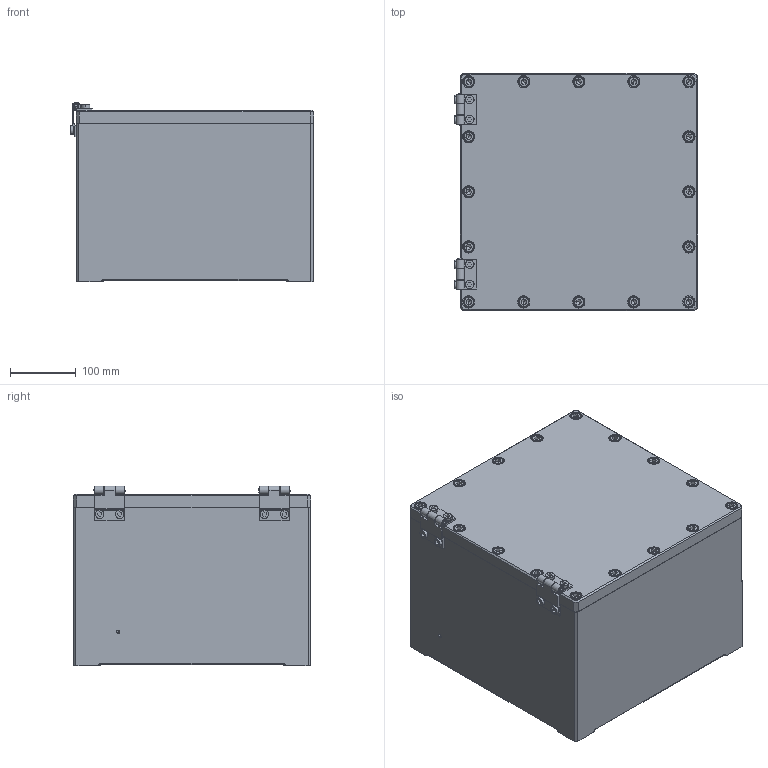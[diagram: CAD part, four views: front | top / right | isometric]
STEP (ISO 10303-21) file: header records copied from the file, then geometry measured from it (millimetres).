
FILE_DESCRIPTION (( 'STEP AP203' ), '1' );
FILE_NAME ('8264-_224-3_10.STEP', '2013-10-22T08:17:47', ( 'Admin' ), ( 'R. STAHL AG' ), 'SwSTEP 2.0', 'SolidWorks 2013', '' );
FILE_SCHEMA (( 'CONFIG_CONTROL_DESIGN' ));
Length unit declared in the file: millimetre
Products named in the file (11): 506_548_0; 502_077_0; 500_663_0_M 8 x 16; 82_640_01_26_0_Teil_1; 82_640_01_26_0_Teil_2; 82_640_01_26_0_Teil_3; 82_649_03_04_6_82_649_42_04_3; 502_606_0_Vereinfacht M10 x 30; 82_649_61_05_3_82_649_92_05_3 unverlierbare Schraube ; 8264-_224-3_10; 82_649_01_55_0_NEC
Assembly tree (41 placements, depth 2):
  8264-_224-3_10
    82_649_03_04_6_82_649_42_04_3
    82_649_61_05_3_82_649_92_05_3 unverlierbare Schraube 
    82_649_01_55_0_NEC
    506_548_0  x4
    502_077_0  x4
    500_663_0_M 8 x 16  x8
    82_640_01_26_0_Teil_1  x2
    82_640_01_26_0_Teil_2  x2
    82_640_01_26_0_Teil_3  x2
    502_606_0_Vereinfacht M10 x 30  x16
Bounding box: 368.6 x 360 x 272.5 mm (x, y, z)
Volume: 10680293.4 mm3; surface area: 1467838.6 mm2
Topology: 41 solids, 41 shells, 1514 faces, 3467 edges, 2059 vertices
Faces by surface type: plane 550, cylinder 476, cone 196, torus 180, bspline 102, sphere 10
Entity records: 33029 total; most frequent: CARTESIAN_POINT 13762, DIRECTION 3747, ORIENTED_EDGE 3476, EDGE_CURVE 1738, AXIS2_PLACEMENT_3D 1500, VERTEX_POINT 1076, EDGE_LOOP 894, CIRCLE 780
